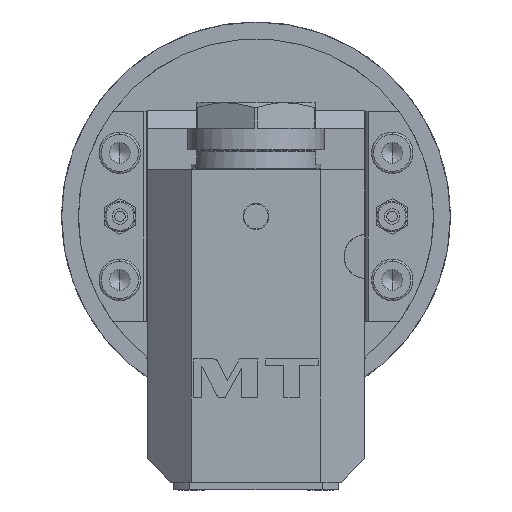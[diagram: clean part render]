
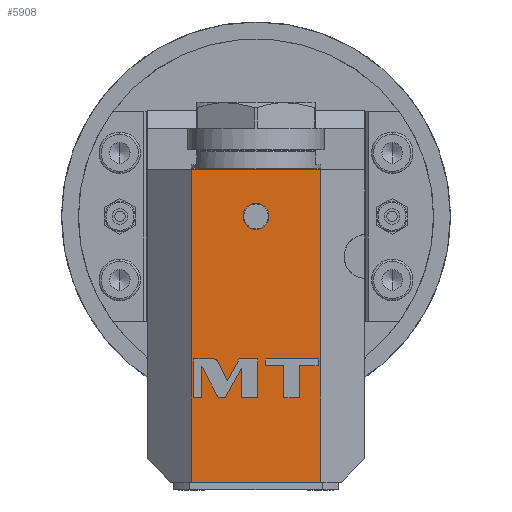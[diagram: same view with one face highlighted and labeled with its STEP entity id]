
A CAD part, left-side view. The second image highlights one B-rep face of the part: STEP entity #5908.
In plain terms, the highlighted planar face has unit normal (-1, 0, 0).
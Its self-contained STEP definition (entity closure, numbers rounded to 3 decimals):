
#831=DIRECTION('',(0.,0.,-1.));
#832=VECTOR('',#831,120.5);
#833=CARTESIAN_POINT('',(-132.5,25.,18.));
#834=LINE('',#833,#832);
#835=DIRECTION('',(0.,1.,0.));
#836=VECTOR('',#835,50.);
#837=CARTESIAN_POINT('',(-132.5,-25.,18.));
#838=LINE('',#837,#836);
#839=DIRECTION('',(0.,0.,1.));
#840=VECTOR('',#839,120.5);
#841=CARTESIAN_POINT('',(-132.5,-25.,-102.5));
#842=LINE('',#841,#840);
#843=DIRECTION('',(0.,1.,0.));
#844=VECTOR('',#843,50.);
#845=CARTESIAN_POINT('',(-132.5,-25.,-102.5));
#846=LINE('',#845,#844);
#847=CARTESIAN_POINT('',(-132.5,0.,0.));
#848=DIRECTION('',(-1.,0.,0.));
#849=DIRECTION('',(0.,1.,0.));
#850=AXIS2_PLACEMENT_3D('',#847,#848,#849);
#852=CARTESIAN_POINT('',(-132.5,0.,0.));
#853=DIRECTION('',(-1.,0.,0.));
#854=DIRECTION('',(0.,-1.,0.));
#855=AXIS2_PLACEMENT_3D('',#852,#853,#854);
#857=CARTESIAN_POINT('',(-132.5,14.827,-55.977));
#858=CARTESIAN_POINT('',(-132.5,15.139,-55.374));
#859=CARTESIAN_POINT('',(-132.5,15.754,-55.));
#860=CARTESIAN_POINT('',(-132.5,16.432,-55.));
#862=DIRECTION('',(0.,1.,0.));
#863=VECTOR('',#862,7.541);
#864=CARTESIAN_POINT('',(-132.5,16.432,-55.));
#865=LINE('',#864,#863);
#866=DIRECTION('',(0.,0.,-1.));
#867=VECTOR('',#866,15.);
#868=CARTESIAN_POINT('',(-132.5,23.973,-55.));
#869=LINE('',#868,#867);
#870=DIRECTION('',(0.,-1.,0.));
#871=VECTOR('',#870,3.12);
#872=CARTESIAN_POINT('',(-132.5,23.973,-70.));
#873=LINE('',#872,#871);
#874=DIRECTION('',(0.,0.,1.));
#875=VECTOR('',#874,12.152);
#876=CARTESIAN_POINT('',(-132.5,20.853,-70.));
#877=LINE('',#876,#875);
#878=DIRECTION('',(0.,-0.459,-0.888));
#879=VECTOR('',#878,12.58);
#880=CARTESIAN_POINT('',(-132.5,20.853,-57.848));
#881=LINE('',#880,#879);
#882=CARTESIAN_POINT('',(-132.5,15.075,-69.023));
#883=CARTESIAN_POINT('',(-132.5,14.763,-69.626));
#884=CARTESIAN_POINT('',(-132.5,14.147,-70.));
#885=CARTESIAN_POINT('',(-132.5,13.469,-70.));
#887=DIRECTION('',(0.,-1.,0.));
#888=VECTOR('',#887,1.565);
#889=CARTESIAN_POINT('',(-132.5,13.469,-70.));
#890=LINE('',#889,#888);
#891=DIRECTION('',(0.,-0.481,0.877));
#892=VECTOR('',#891,13.015);
#893=CARTESIAN_POINT('',(-132.5,11.904,-70.));
#894=LINE('',#893,#892);
#895=DIRECTION('',(0.,0.,-1.));
#896=VECTOR('',#895,11.409);
#897=CARTESIAN_POINT('',(-132.5,5.641,-58.591));
#898=LINE('',#897,#896);
#899=DIRECTION('',(0.,-1.,0.));
#900=VECTOR('',#899,6.312);
#901=CARTESIAN_POINT('',(-132.5,5.641,-70.));
#902=LINE('',#901,#900);
#903=DIRECTION('',(0.,0.,1.));
#904=VECTOR('',#903,15.);
#905=CARTESIAN_POINT('',(-132.5,-0.671,-70.));
#906=LINE('',#905,#904);
#907=DIRECTION('',(0.,1.,0.));
#908=VECTOR('',#907,7.116);
#909=CARTESIAN_POINT('',(-132.5,-0.671,-55.));
#910=LINE('',#909,#908);
#911=DIRECTION('',(0.,0.481,-0.877));
#912=VECTOR('',#911,9.511);
#913=CARTESIAN_POINT('',(-132.5,6.445,-55.));
#914=LINE('',#913,#912);
#915=DIRECTION('',(0.,0.459,0.888));
#916=VECTOR('',#915,8.286);
#917=CARTESIAN_POINT('',(-132.5,11.022,-63.337));
#918=LINE('',#917,#916);
#919=DIRECTION('',(0.,0.,-1.));
#920=VECTOR('',#919,12.446);
#921=CARTESIAN_POINT('',(-132.5,-10.759,-57.554));
#922=LINE('',#921,#920);
#923=DIRECTION('',(0.,-1.,0.));
#924=VECTOR('',#923,5.942);
#925=CARTESIAN_POINT('',(-132.5,-10.759,-70.));
#926=LINE('',#925,#924);
#927=DIRECTION('',(0.,0.,1.));
#928=VECTOR('',#927,12.446);
#929=CARTESIAN_POINT('',(-132.5,-16.701,-70.));
#930=LINE('',#929,#928);
#931=DIRECTION('',(0.,-1.,0.));
#932=VECTOR('',#931,7.272);
#933=CARTESIAN_POINT('',(-132.5,-16.701,-57.554));
#934=LINE('',#933,#932);
#935=DIRECTION('',(0.,0.,1.));
#936=VECTOR('',#935,2.554);
#937=CARTESIAN_POINT('',(-132.5,-23.973,-57.554));
#938=LINE('',#937,#936);
#939=DIRECTION('',(0.,1.,0.));
#940=VECTOR('',#939,20.486);
#941=CARTESIAN_POINT('',(-132.5,-23.973,-55.));
#942=LINE('',#941,#940);
#943=DIRECTION('',(0.,0.,-1.));
#944=VECTOR('',#943,2.554);
#945=CARTESIAN_POINT('',(-132.5,-3.487,-55.));
#946=LINE('',#945,#944);
#947=DIRECTION('',(0.,-1.,0.));
#948=VECTOR('',#947,7.272);
#949=CARTESIAN_POINT('',(-132.5,-3.487,-57.554));
#950=LINE('',#949,#948);
#4212=CARTESIAN_POINT('',(-132.5,25.,-102.5));
#4214=VERTEX_POINT('',#4212);
#4220=CARTESIAN_POINT('',(-132.5,25.,18.));
#4221=VERTEX_POINT('',#4220);
#4222=CARTESIAN_POINT('',(-132.5,-25.,18.));
#4224=VERTEX_POINT('',#4222);
#4227=CARTESIAN_POINT('',(-132.5,-25.,-102.5));
#4229=VERTEX_POINT('',#4227);
#4282=CARTESIAN_POINT('',(-132.5,5.,0.));
#4283=CARTESIAN_POINT('',(-132.5,-5.,0.));
#4284=VERTEX_POINT('',#4282);
#4285=VERTEX_POINT('',#4283);
#4757=VERTEX_POINT('',#857);
#4758=VERTEX_POINT('',#860);
#4759=CARTESIAN_POINT('',(-132.5,23.973,-55.));
#4760=VERTEX_POINT('',#4759);
#4761=CARTESIAN_POINT('',(-132.5,23.973,-70.));
#4762=VERTEX_POINT('',#4761);
#4763=CARTESIAN_POINT('',(-132.5,20.853,-70.));
#4764=VERTEX_POINT('',#4763);
#4765=CARTESIAN_POINT('',(-132.5,20.853,-57.848));
#4766=VERTEX_POINT('',#4765);
#4767=CARTESIAN_POINT('',(-132.5,15.075,-69.023));
#4768=VERTEX_POINT('',#4767);
#4769=VERTEX_POINT('',#885);
#4770=CARTESIAN_POINT('',(-132.5,11.904,-70.));
#4771=VERTEX_POINT('',#4770);
#4772=CARTESIAN_POINT('',(-132.5,5.641,-58.591));
#4773=VERTEX_POINT('',#4772);
#4774=CARTESIAN_POINT('',(-132.5,5.641,-70.));
#4775=VERTEX_POINT('',#4774);
#4776=CARTESIAN_POINT('',(-132.5,-0.671,-70.));
#4777=VERTEX_POINT('',#4776);
#4778=CARTESIAN_POINT('',(-132.5,-0.671,-55.));
#4779=VERTEX_POINT('',#4778);
#4780=CARTESIAN_POINT('',(-132.5,6.445,-55.));
#4781=VERTEX_POINT('',#4780);
#4782=CARTESIAN_POINT('',(-132.5,11.022,-63.337));
#4783=VERTEX_POINT('',#4782);
#4784=CARTESIAN_POINT('',(-132.5,-10.759,-57.554));
#4785=CARTESIAN_POINT('',(-132.5,-10.759,-70.));
#4786=VERTEX_POINT('',#4784);
#4787=VERTEX_POINT('',#4785);
#4788=CARTESIAN_POINT('',(-132.5,-16.701,-70.));
#4789=VERTEX_POINT('',#4788);
#4790=CARTESIAN_POINT('',(-132.5,-16.701,-57.554));
#4791=VERTEX_POINT('',#4790);
#4792=CARTESIAN_POINT('',(-132.5,-23.973,-57.554));
#4793=VERTEX_POINT('',#4792);
#4794=CARTESIAN_POINT('',(-132.5,-23.973,-55.));
#4795=VERTEX_POINT('',#4794);
#4796=CARTESIAN_POINT('',(-132.5,-3.487,-55.));
#4797=VERTEX_POINT('',#4796);
#4798=CARTESIAN_POINT('',(-132.5,-3.487,-57.554));
#4799=VERTEX_POINT('',#4798);
#5841=CARTESIAN_POINT('',(-132.5,0.,0.));
#5842=DIRECTION('',(1.,0.,0.));
#5843=DIRECTION('',(0.,1.,0.));
#5844=AXIS2_PLACEMENT_3D('',#5841,#5842,#5843);
#5845=PLANE('',#5844);
#5846=ORIENTED_EDGE('',*,*,#5790,.F.);
#5847=ORIENTED_EDGE('',*,*,#5818,.F.);
#5848=ORIENTED_EDGE('',*,*,#5724,.F.);
#5849=ORIENTED_EDGE('',*,*,#5751,.T.);
#5850=EDGE_LOOP('',(#5846,#5847,#5848,#5849));
#5851=FACE_OUTER_BOUND('',#5850,.F.);
#5853=ORIENTED_EDGE('',*,*,#5852,.T.);
#5855=ORIENTED_EDGE('',*,*,#5854,.T.);
#5856=EDGE_LOOP('',(#5853,#5855));
#5857=FACE_BOUND('',#5856,.F.);
#5859=ORIENTED_EDGE('',*,*,#5858,.T.);
#5861=ORIENTED_EDGE('',*,*,#5860,.T.);
#5863=ORIENTED_EDGE('',*,*,#5862,.T.);
#5865=ORIENTED_EDGE('',*,*,#5864,.T.);
#5867=ORIENTED_EDGE('',*,*,#5866,.T.);
#5869=ORIENTED_EDGE('',*,*,#5868,.T.);
#5871=ORIENTED_EDGE('',*,*,#5870,.T.);
#5873=ORIENTED_EDGE('',*,*,#5872,.T.);
#5875=ORIENTED_EDGE('',*,*,#5874,.T.);
#5877=ORIENTED_EDGE('',*,*,#5876,.T.);
#5879=ORIENTED_EDGE('',*,*,#5878,.T.);
#5881=ORIENTED_EDGE('',*,*,#5880,.T.);
#5883=ORIENTED_EDGE('',*,*,#5882,.T.);
#5885=ORIENTED_EDGE('',*,*,#5884,.T.);
#5887=ORIENTED_EDGE('',*,*,#5886,.T.);
#5888=EDGE_LOOP('',(#5859,#5861,#5863,#5865,#5867,#5869,#5871,#5873,#5875,#5877,
#5879,#5881,#5883,#5885,#5887));
#5889=FACE_BOUND('',#5888,.F.);
#5891=ORIENTED_EDGE('',*,*,#5890,.T.);
#5893=ORIENTED_EDGE('',*,*,#5892,.T.);
#5895=ORIENTED_EDGE('',*,*,#5894,.T.);
#5897=ORIENTED_EDGE('',*,*,#5896,.T.);
#5899=ORIENTED_EDGE('',*,*,#5898,.T.);
#5901=ORIENTED_EDGE('',*,*,#5900,.T.);
#5903=ORIENTED_EDGE('',*,*,#5902,.T.);
#5905=ORIENTED_EDGE('',*,*,#5904,.T.);
#5906=EDGE_LOOP('',(#5891,#5893,#5895,#5897,#5899,#5901,#5903,#5905));
#5907=FACE_BOUND('',#5906,.F.);
#5908=ADVANCED_FACE('',(#5851,#5857,#5889,#5907),#5845,.F.);
#851=CIRCLE('',#850,5.);
#856=CIRCLE('',#855,5.);
#861=B_SPLINE_CURVE_WITH_KNOTS('',3,(#857,#858,#859,#860),.UNSPECIFIED.,.F.,.F.,
(4,4),(0.,1.),.UNSPECIFIED.);
#886=B_SPLINE_CURVE_WITH_KNOTS('',3,(#882,#883,#884,#885),.UNSPECIFIED.,.F.,.F.,
(4,4),(0.,1.),.UNSPECIFIED.);
#5724=EDGE_CURVE('',#4229,#4224,#842,.T.);
#5751=EDGE_CURVE('',#4229,#4214,#846,.T.);
#5790=EDGE_CURVE('',#4221,#4214,#834,.T.);
#5818=EDGE_CURVE('',#4224,#4221,#838,.T.);
#5852=EDGE_CURVE('',#4284,#4285,#851,.T.);
#5854=EDGE_CURVE('',#4285,#4284,#856,.T.);
#5858=EDGE_CURVE('',#4757,#4758,#861,.T.);
#5860=EDGE_CURVE('',#4758,#4760,#865,.T.);
#5862=EDGE_CURVE('',#4760,#4762,#869,.T.);
#5864=EDGE_CURVE('',#4762,#4764,#873,.T.);
#5866=EDGE_CURVE('',#4764,#4766,#877,.T.);
#5868=EDGE_CURVE('',#4766,#4768,#881,.T.);
#5870=EDGE_CURVE('',#4768,#4769,#886,.T.);
#5872=EDGE_CURVE('',#4769,#4771,#890,.T.);
#5874=EDGE_CURVE('',#4771,#4773,#894,.T.);
#5876=EDGE_CURVE('',#4773,#4775,#898,.T.);
#5878=EDGE_CURVE('',#4775,#4777,#902,.T.);
#5880=EDGE_CURVE('',#4777,#4779,#906,.T.);
#5882=EDGE_CURVE('',#4779,#4781,#910,.T.);
#5884=EDGE_CURVE('',#4781,#4783,#914,.T.);
#5886=EDGE_CURVE('',#4783,#4757,#918,.T.);
#5890=EDGE_CURVE('',#4786,#4787,#922,.T.);
#5892=EDGE_CURVE('',#4787,#4789,#926,.T.);
#5894=EDGE_CURVE('',#4789,#4791,#930,.T.);
#5896=EDGE_CURVE('',#4791,#4793,#934,.T.);
#5898=EDGE_CURVE('',#4793,#4795,#938,.T.);
#5900=EDGE_CURVE('',#4795,#4797,#942,.T.);
#5902=EDGE_CURVE('',#4797,#4799,#946,.T.);
#5904=EDGE_CURVE('',#4799,#4786,#950,.T.);
